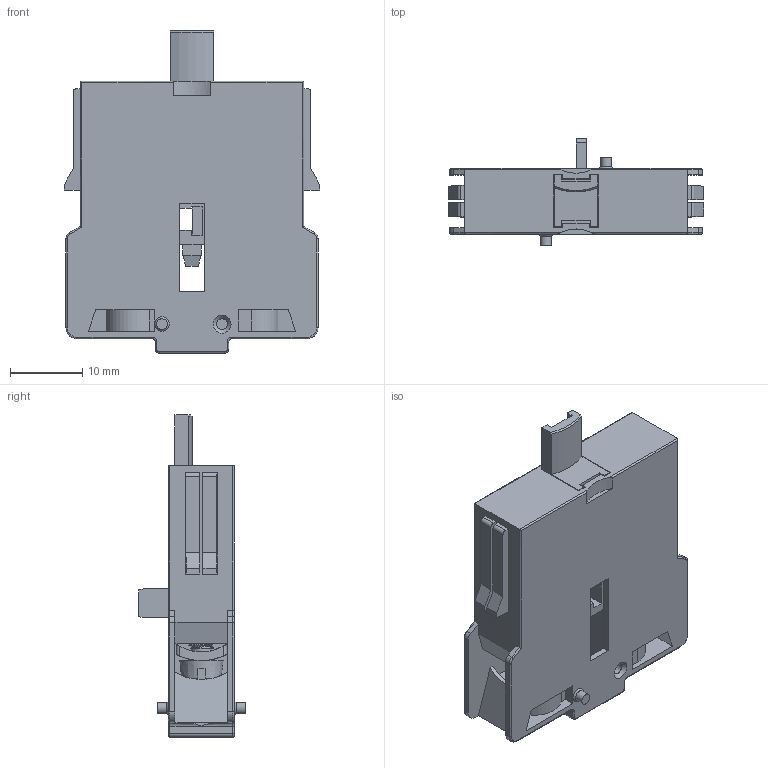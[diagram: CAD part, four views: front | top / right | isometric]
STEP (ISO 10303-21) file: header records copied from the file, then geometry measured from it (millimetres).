
FILE_DESCRIPTION(/* description */ (''),/* implementation_level */ '2;1');
FILE_NAME(/* name */ 'MTIV_ipt.stp',/* time_stamp */ '2017-04-10T14:47:18+02:00',/* author */ ('ahoffmann'),/* organization */ (''),/* preprocessor_version */ 'ST-DEVELOPER v16.1',/* originating_system */ 'Autodesk Inventor 2016',/* authorisation */ '');
FILE_SCHEMA (('AUTOMOTIVE_DESIGN { 1 0 10303 214 3 1 1 }'));
Length unit declared in the file: centimetre
Products named in the file (1): MTI-MTO_ipt
Bounding box: 35.2 x 14.7 x 44.47 mm (x, y, z)
Volume: 8349.6 mm3; surface area: 6751.7 mm2
Topology: 3 solids, 3 shells, 386 faces, 1045 edges, 673 vertices
Faces by surface type: plane 269, cylinder 86, torus 16, cone 9, bspline 6
Full cylindrical faces by diameter (mm): 1.5 x4, 2.2 x1, 2.85 x2, 3.5 x2, 6.3 x2
Entity records: 13094 total; most frequent: CARTESIAN_POINT 3446, ORIENTED_EDGE 2054, DIRECTION 1896, EDGE_CURVE 1023, LINE 764, VECTOR 764, VERTEX_POINT 666, AXIS2_PLACEMENT_3D 566
